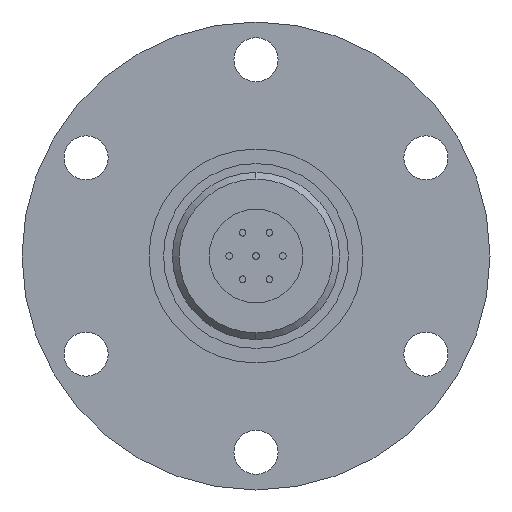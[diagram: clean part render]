
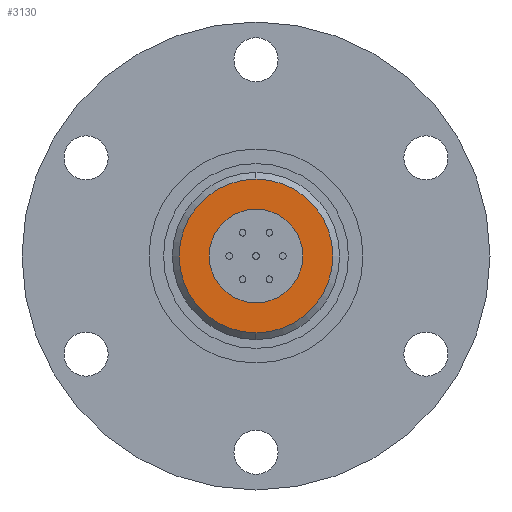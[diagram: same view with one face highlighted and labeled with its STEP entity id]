
A CAD part, left-side view. The second image highlights one B-rep face of the part: STEP entity #3130.
In plain terms, the highlighted planar face has unit normal (-1, 0, 0).
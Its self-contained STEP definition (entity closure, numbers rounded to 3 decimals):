
#749 = CARTESIAN_POINT ( 'NONE',  ( -42., 0., 0. ) ) ;
#1063 = EDGE_CURVE ( 'NONE', #9623, #8121, #11488, .T. ) ;
#2252 = AXIS2_PLACEMENT_3D ( 'NONE', #11896, #7070, #9414 ) ;
#2643 = DIRECTION ( 'NONE',  ( 1., 0., 0. ) ) ;
#2850 = ORIENTED_EDGE ( 'NONE', *, *, #14525, .T. ) ;
#3130 = ADVANCED_FACE ( 'NONE', ( #13866, #11390 ), #11466, .F. ) ;
#3231 = AXIS2_PLACEMENT_3D ( 'NONE', #4617, #13444, #5977 ) ;
#3449 = CARTESIAN_POINT ( 'NONE',  ( -42., 0., 7. ) ) ;
#3882 = CIRCLE ( 'NONE', #5768, 11.5 ) ;
#3957 = CARTESIAN_POINT ( 'NONE',  ( -42., 0., 11.5 ) ) ;
#4480 = ORIENTED_EDGE ( 'NONE', *, *, #7886, .T. ) ;
#4617 = CARTESIAN_POINT ( 'NONE',  ( -42., 0., 0. ) ) ;
#5768 = AXIS2_PLACEMENT_3D ( 'NONE', #14512, #10416, #8177 ) ;
#5977 = DIRECTION ( 'NONE',  ( 0., 0., 1. ) ) ;
#6909 = DIRECTION ( 'NONE',  ( -1., 0., 0. ) ) ;
#6948 = VERTEX_POINT ( 'NONE', #3957 ) ;
#6989 = EDGE_CURVE ( 'NONE', #8121, #9623, #11361, .T. ) ;
#7070 = DIRECTION ( 'NONE',  ( -1., 0., 0. ) ) ;
#7827 = CIRCLE ( 'NONE', #2252, 11.5 ) ;
#7886 = EDGE_CURVE ( 'NONE', #6948, #15326, #7827, .T. ) ;
#8121 = VERTEX_POINT ( 'NONE', #14631 ) ;
#8177 = DIRECTION ( 'NONE',  ( 0., 0., -1. ) ) ;
#8441 = AXIS2_PLACEMENT_3D ( 'NONE', #749, #6909, #10780 ) ;
#9414 = DIRECTION ( 'NONE',  ( 0., 0., -1. ) ) ;
#9623 = VERTEX_POINT ( 'NONE', #3449 ) ;
#9669 = ORIENTED_EDGE ( 'NONE', *, *, #6989, .F. ) ;
#10303 = DIRECTION ( 'NONE',  ( 0., 0., -1. ) ) ;
#10405 = ORIENTED_EDGE ( 'NONE', *, *, #1063, .F. ) ;
#10416 = DIRECTION ( 'NONE',  ( -1., 0., 0. ) ) ;
#10780 = DIRECTION ( 'NONE',  ( 0., 0., 1. ) ) ;
#11311 = EDGE_LOOP ( 'NONE', ( #10405, #9669 ) ) ;
#11361 = CIRCLE ( 'NONE', #8441, 7. ) ;
#11390 = FACE_BOUND ( 'NONE', #11311, .T. ) ;
#11466 = PLANE ( 'NONE',  #14954 ) ;
#11488 = CIRCLE ( 'NONE', #3231, 7. ) ;
#11896 = CARTESIAN_POINT ( 'NONE',  ( -42., 0., 0. ) ) ;
#12768 = EDGE_LOOP ( 'NONE', ( #2850, #4480 ) ) ;
#13444 = DIRECTION ( 'NONE',  ( -1., 0., 0. ) ) ;
#13866 = FACE_OUTER_BOUND ( 'NONE', #12768, .T. ) ;
#14044 = CARTESIAN_POINT ( 'NONE',  ( -42., 0., -12.5 ) ) ;
#14512 = CARTESIAN_POINT ( 'NONE',  ( -42., 0., 0. ) ) ;
#14525 = EDGE_CURVE ( 'NONE', #15326, #6948, #3882, .T. ) ;
#14631 = CARTESIAN_POINT ( 'NONE',  ( -42., 0., -7. ) ) ;
#14954 = AXIS2_PLACEMENT_3D ( 'NONE', #14044, #2643, #10303 ) ;
#15118 = CARTESIAN_POINT ( 'NONE',  ( -42., 0., -11.5 ) ) ;
#15326 = VERTEX_POINT ( 'NONE', #15118 ) ;
